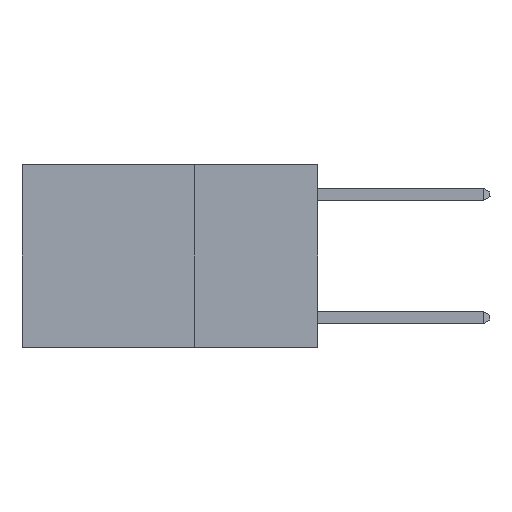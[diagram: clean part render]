
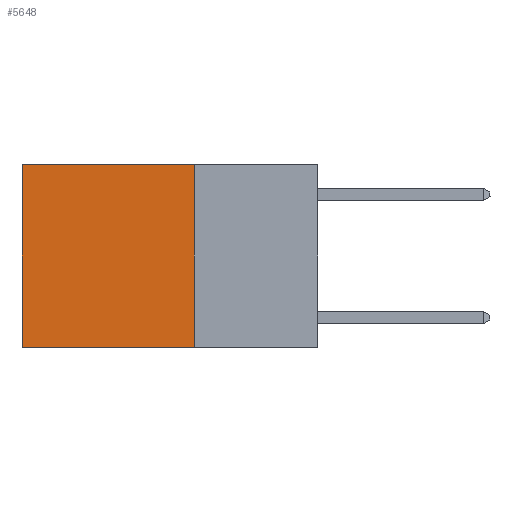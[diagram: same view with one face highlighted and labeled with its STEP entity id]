
A CAD part, left-side view. The second image highlights one B-rep face of the part: STEP entity #5648.
In plain terms, the highlighted planar face has unit normal (-1, 0, 0).
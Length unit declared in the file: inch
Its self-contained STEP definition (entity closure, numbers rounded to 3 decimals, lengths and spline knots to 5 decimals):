
#131 = CARTESIAN_POINT ( 'NONE',  ( 0.2625, 0.25, 0. ) ) ;
#481 = EDGE_CURVE ( 'NONE', #16032, #2566, #1000, .T. ) ;
#1000 = LINE ( 'NONE', #131, #13976 ) ;
#1319 = AXIS2_PLACEMENT_3D ( 'NONE', #10676, #3053, #11898 ) ;
#1526 = VECTOR ( 'NONE', #8182, 39.37008 ) ;
#1644 = CARTESIAN_POINT ( 'NONE',  ( 0.2625, 0.6, 0. ) ) ;
#2566 = VERTEX_POINT ( 'NONE', #10450 ) ;
#2845 = VECTOR ( 'NONE', #10842, 39.37008 ) ;
#3053 = DIRECTION ( 'NONE',  ( 1., 0., 0. ) ) ;
#3098 = EDGE_CURVE ( 'NONE', #14756, #6011, #12902, .T. ) ;
#3231 = CARTESIAN_POINT ( 'NONE',  ( 0.2625, 0.25, -0.37 ) ) ;
#4991 = LINE ( 'NONE', #11903, #1526 ) ;
#5460 = VECTOR ( 'NONE', #11786, 39.37008 ) ;
#5648 = ADVANCED_FACE ( 'NONE', ( #8737 ), #9403, .F. ) ;
#6011 = VERTEX_POINT ( 'NONE', #8834 ) ;
#8182 = DIRECTION ( 'NONE',  ( 0., 0., -1. ) ) ;
#8737 = FACE_OUTER_BOUND ( 'NONE', #10016, .T. ) ;
#8834 = CARTESIAN_POINT ( 'NONE',  ( 0.2625, 0.6, -0.37 ) ) ;
#9403 = PLANE ( 'NONE',  #1319 ) ;
#9612 = EDGE_CURVE ( 'NONE', #2566, #6011, #12098, .T. ) ;
#9994 = CARTESIAN_POINT ( 'NONE',  ( 0.2625, 0.25, -0.37 ) ) ;
#10016 = EDGE_LOOP ( 'NONE', ( #11163, #11911, #12037, #12126 ) ) ;
#10450 = CARTESIAN_POINT ( 'NONE',  ( 0.2625, 0.6, 0. ) ) ;
#10676 = CARTESIAN_POINT ( 'NONE',  ( 0.2625, 0.25, 0. ) ) ;
#10842 = DIRECTION ( 'NONE',  ( 0., 1., 0. ) ) ;
#11154 = CARTESIAN_POINT ( 'NONE',  ( 0.2625, 0.25, 0. ) ) ;
#11163 = ORIENTED_EDGE ( 'NONE', *, *, #9612, .T. ) ;
#11314 = EDGE_CURVE ( 'NONE', #16032, #14756, #4991, .T. ) ;
#11534 = DIRECTION ( 'NONE',  ( 0., 1., 0. ) ) ;
#11786 = DIRECTION ( 'NONE',  ( 0., 0., -1. ) ) ;
#11898 = DIRECTION ( 'NONE',  ( 0., 0., -1. ) ) ;
#11903 = CARTESIAN_POINT ( 'NONE',  ( 0.2625, 0.25, 0. ) ) ;
#11911 = ORIENTED_EDGE ( 'NONE', *, *, #3098, .F. ) ;
#12037 = ORIENTED_EDGE ( 'NONE', *, *, #11314, .F. ) ;
#12098 = LINE ( 'NONE', #1644, #5460 ) ;
#12126 = ORIENTED_EDGE ( 'NONE', *, *, #481, .T. ) ;
#12902 = LINE ( 'NONE', #3231, #2845 ) ;
#13976 = VECTOR ( 'NONE', #11534, 39.37008 ) ;
#14756 = VERTEX_POINT ( 'NONE', #9994 ) ;
#16032 = VERTEX_POINT ( 'NONE', #11154 ) ;
